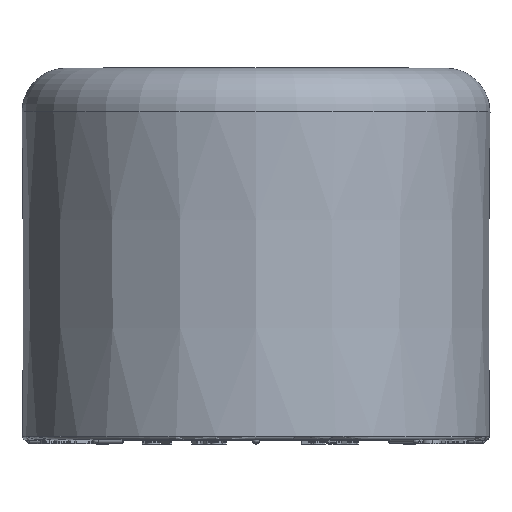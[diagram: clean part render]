
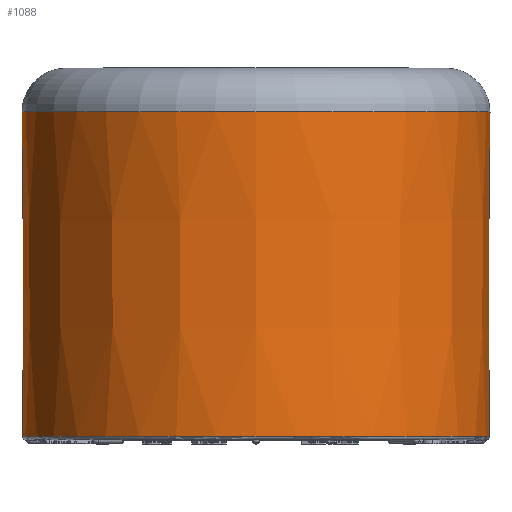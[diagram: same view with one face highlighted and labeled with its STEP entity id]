
A CAD part, top view. The second image highlights one B-rep face of the part: STEP entity #1088.
In plain terms, the highlighted conical face has half-angle 0.113 degrees and reference radius 16 mm.
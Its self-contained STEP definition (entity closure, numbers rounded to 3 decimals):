
#79=CONICAL_SURFACE('',#18781,16.,0.113);
#1088=ADVANCED_FACE('',(#5115,#5116),#79,.T.);
#5049=CIRCLE('',#18778,16.);
#5050=CIRCLE('',#18780,16.044);
#5115=FACE_BOUND('',#5179,.T.);
#5116=FACE_BOUND('',#5180,.T.);
#5179=EDGE_LOOP('',(#7042));
#5180=EDGE_LOOP('',(#7043));
#7042=ORIENTED_EDGE('',*,*,#14764,.F.);
#7043=ORIENTED_EDGE('',*,*,#14763,.T.);
#12814=VERTEX_POINT('',#27865);
#12815=VERTEX_POINT('',#27868);
#14763=EDGE_CURVE('',#12814,#12814,#5049,.T.);
#14764=EDGE_CURVE('',#12815,#12815,#5050,.T.);
#18778=AXIS2_PLACEMENT_3D('',#27864,#19955,#19956);
#18780=AXIS2_PLACEMENT_3D('',#27867,#19959,#19960);
#18781=AXIS2_PLACEMENT_3D('',#27869,#19961,#19962);
#19955=DIRECTION('',(0.,1.,0.));
#19956=DIRECTION('',(0.,0.,-1.));
#19959=DIRECTION('',(0.,1.,0.));
#19960=DIRECTION('',(0.,0.,1.));
#19961=DIRECTION('',(0.,1.,0.));
#19962=DIRECTION('',(0.,0.,1.));
#27864=CARTESIAN_POINT('',(7487.831,900.069,0.));
#27865=CARTESIAN_POINT('',(7487.831,900.069,-16.));
#27867=CARTESIAN_POINT('',(7487.831,922.313,0.));
#27868=CARTESIAN_POINT('',(7487.831,922.313,16.044));
#27869=CARTESIAN_POINT('',(7487.831,899.819,0.));
